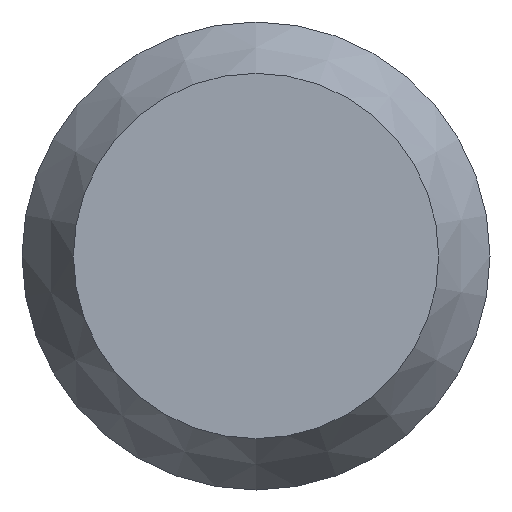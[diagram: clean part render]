
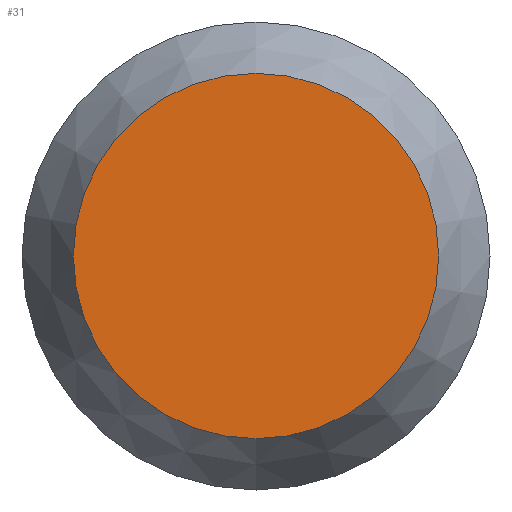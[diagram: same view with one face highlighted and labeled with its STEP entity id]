
A CAD part, front view. The second image highlights one B-rep face of the part: STEP entity #31.
In plain terms, the highlighted planar face has unit normal (0, -1, 0).
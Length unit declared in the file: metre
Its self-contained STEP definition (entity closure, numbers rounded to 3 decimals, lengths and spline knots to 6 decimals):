
#31 = ADVANCED_FACE( '', ( #62 ), #63, .T. );
#62 = FACE_OUTER_BOUND( '', #95, .T. );
#63 = PLANE( '', #96 );
#95 = EDGE_LOOP( '', ( #156 ) );
#96 = AXIS2_PLACEMENT_3D( '', #157, #158, #159 );
#156 = ORIENTED_EDGE( '', *, *, #193, .T. );
#157 = CARTESIAN_POINT( '', ( 0., 0., 0. ) );
#158 = DIRECTION( '', ( 0., -1., 0. ) );
#159 = DIRECTION( '', ( 0., 0., -1. ) );
#193 = EDGE_CURVE( '', #206, #206, #207, .T. );
#206 = VERTEX_POINT( '', #225 );
#207 = CIRCLE( '', #226, 0.003084 );
#225 = CARTESIAN_POINT( '', ( 0., 0., -0.003084 ) );
#226 = AXIS2_PLACEMENT_3D( '', #243, #244, #245 );
#243 = CARTESIAN_POINT( '', ( 0., 0., 0. ) );
#244 = DIRECTION( '', ( 0., -1., 0. ) );
#245 = DIRECTION( '', ( 0., 0., -1. ) );
